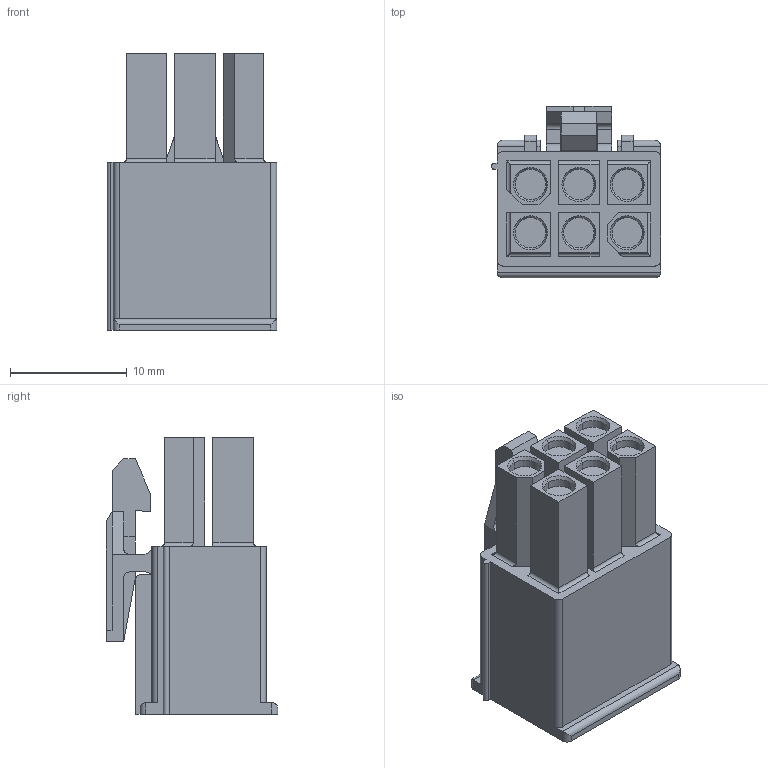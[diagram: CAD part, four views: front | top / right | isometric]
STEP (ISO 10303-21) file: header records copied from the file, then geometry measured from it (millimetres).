
FILE_DESCRIPTION((''),'2;1');
FILE_NAME('C-172168-1','2020-07-03T09:13:08',('workeradm'),('TE Connectivity Ltd.'),'CREO PARAMETRIC BY PTC INC, 2019292','CREO PARAMETRIC BY PTC INC, 2019292','');
FILE_SCHEMA(('AUTOMOTIVE_DESIGN { 1 0 10303 214 1 1 1 1 }'));
Length unit declared in the file: millimetre
Products named in the file (1): C-172168-1
Bounding box: 14.5 x 14.7 x 23.7 mm (x, y, z)
Volume: 2692.6 mm3; surface area: 2197.2 mm2
Topology: 1 solids, 1 shells, 358 faces, 980 edges, 652 vertices
Faces by surface type: plane 300, cylinder 46, cone 12
Entity records: 11420 total; most frequent: CARTESIAN_POINT 2070, ORIENTED_EDGE 1948, DIRECTION 1780, EDGE_CURVE 974, VECTOR 884, LINE 884, VERTEX_POINT 640, AXIS2_PLACEMENT_3D 448
